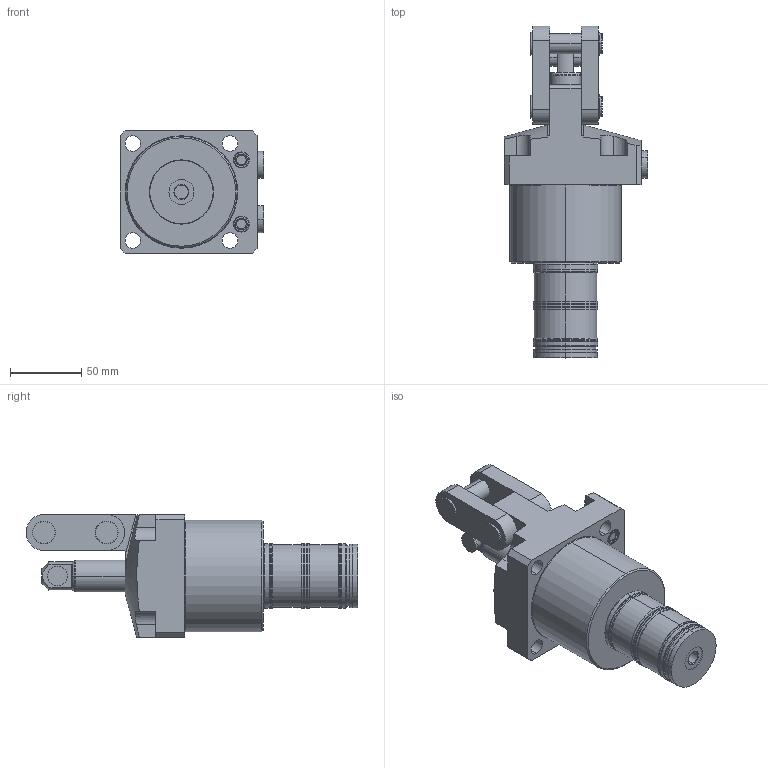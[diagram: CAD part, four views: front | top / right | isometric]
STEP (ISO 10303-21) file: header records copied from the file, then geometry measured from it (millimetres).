
FILE_DESCRIPTION (( 'STEP AP203' ), '1' );
FILE_NAME ('CLU16-LA.step', '2014-10-06T05:21:43', ( 'pascal' ), ( 'Hewlett-Packard Company' ), 'SwSTEP 2.0', 'SolidWorks 2012', '' );
FILE_SCHEMA (( 'CONFIG_CONTROL_DESIGN' ));
Length unit declared in the file: millimetre
Products named in the file (5): CLU16-LA; CLU16-LA_BODY; CLU16-A_ROD; CLU16-A_LINK; CLU16-A_PLUG
Assembly tree (5 placements, depth 2):
  CLU16-LA
    CLU16-LA_BODY
    CLU16-A_ROD
    CLU16-A_LINK
    CLU16-A_PLUG  x2
Bounding box: 100.8 x 232.5 x 86 mm (x, y, z)
Volume: 703742.9 mm3; surface area: 83430.4 mm2
Topology: 5 solids, 7 shells, 351 faces, 803 edges, 508 vertices
Faces by surface type: cylinder 150, plane 128, torus 46, cone 27
Entity records: 10350 total; most frequent: CARTESIAN_POINT 2024, DIRECTION 1781, ORIENTED_EDGE 1514, EDGE_CURVE 757, AXIS2_PLACEMENT_3D 727, VERTEX_POINT 480, CIRCLE 390, EDGE_LOOP 389
